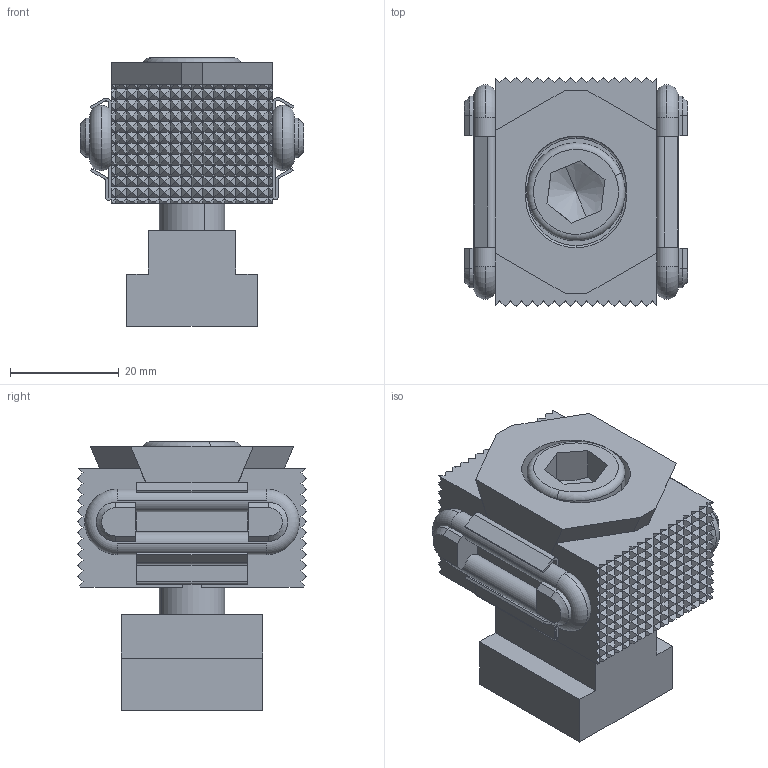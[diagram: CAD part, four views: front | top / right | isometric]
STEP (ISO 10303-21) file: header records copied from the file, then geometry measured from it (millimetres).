
FILE_DESCRIPTION(('STEP AP214'),'1');
FILE_NAME('HALDERN_EH_23250_0510.stp','2017-09-06T07:18:43',('TraceParts'),('TraceParts S.A.'),'Spatial InterOp 3D',' ',' ');
FILE_SCHEMA(('automotive_design'));
Length unit declared in the file: millimetre
Products named in the file (9): HALDERN_EH_23250_0510_1; HALDERN_EH_23250_0510_2; HALDERN_EH_23250_0510_3; HALDERN_EH_23250_0510_4; HALDERN_EH_23250_0510_5; HALDERN_EH_23250_0510_6; HALDERN_EH_23250_0510_7; HALDERN_EH_23250_0510_8; HALDERN_EH_23250_0510_9
Bounding box: 41 x 42 x 49.24 mm (x, y, z)
Volume: 38954.4 mm3; surface area: 20692.1 mm2
Topology: 9 solids, 9 shells, 1694 faces, 3046 edges, 1371 vertices
Faces by surface type: plane 1572, cylinder 82, torus 32, cone 8
Entity records: 51642 total; most frequent: DIRECTION 6684, CARTESIAN_POINT 6134, ORIENTED_EDGE 6088, EDGE_CURVE 3044, LINE 2794, VECTOR 2794, AXIS2_PLACEMENT_3D 1945, EDGE_LOOP 1705
